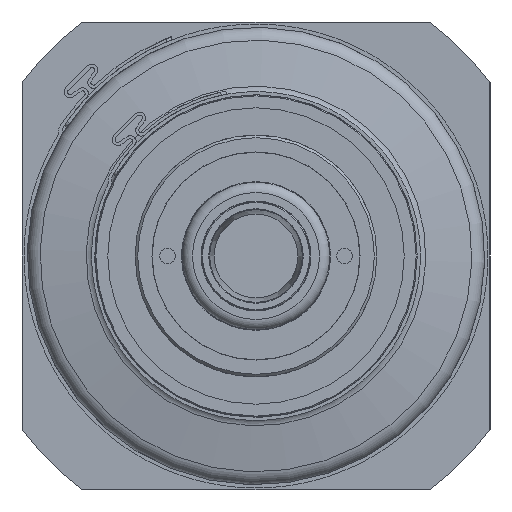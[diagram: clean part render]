
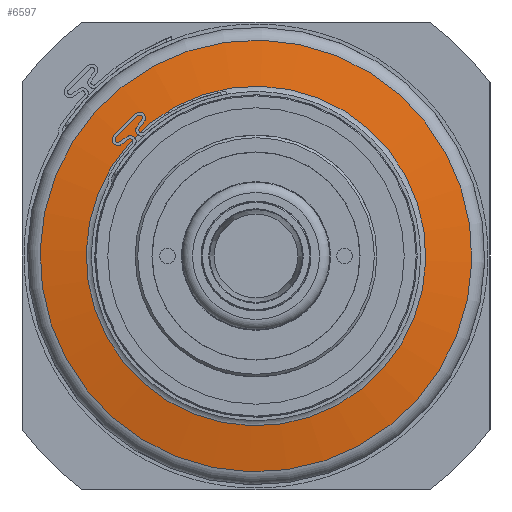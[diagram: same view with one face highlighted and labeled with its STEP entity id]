
A CAD part, left-side view. The second image highlights one B-rep face of the part: STEP entity #6597.
In plain terms, the highlighted conical face has half-angle 80 degrees and reference radius 37.087 mm.
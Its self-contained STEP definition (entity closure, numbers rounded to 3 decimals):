
#117=CONICAL_SURFACE('',#7258,37.087,1.396);
#1058=LINE('',#11008,#1453);
#1453=VECTOR('',#8761,37.087);
#1808=FACE_OUTER_BOUND('',#2227,.T.);
#2227=EDGE_LOOP('',(#5439,#5440,#5441,#5442,#5443,#5444));
#2693=CIRCLE('',#7256,32.653);
#2694=CIRCLE('',#7257,32.653);
#2695=CIRCLE('',#7259,41.521);
#2696=CIRCLE('',#7260,41.521);
#3239=VERTEX_POINT('',#10999);
#3240=VERTEX_POINT('',#11001);
#3241=VERTEX_POINT('',#11005);
#3242=VERTEX_POINT('',#11006);
#4020=EDGE_CURVE('',#3240,#3239,#2693,.T.);
#4021=EDGE_CURVE('',#3239,#3240,#2694,.T.);
#4022=EDGE_CURVE('',#3241,#3242,#2695,.T.);
#4023=EDGE_CURVE('',#3241,#3240,#1058,.T.);
#4024=EDGE_CURVE('',#3242,#3241,#2696,.T.);
#5439=ORIENTED_EDGE('',*,*,#4022,.F.);
#5440=ORIENTED_EDGE('',*,*,#4023,.T.);
#5441=ORIENTED_EDGE('',*,*,#4020,.T.);
#5442=ORIENTED_EDGE('',*,*,#4021,.T.);
#5443=ORIENTED_EDGE('',*,*,#4023,.F.);
#5444=ORIENTED_EDGE('',*,*,#4024,.F.);
#6597=ADVANCED_FACE('',(#1808),#117,.T.);
#7256=AXIS2_PLACEMENT_3D('',#11002,#8753,#8754);
#7257=AXIS2_PLACEMENT_3D('',#11003,#8755,#8756);
#7258=AXIS2_PLACEMENT_3D('',#11004,#8757,#8758);
#7259=AXIS2_PLACEMENT_3D('',#11007,#8759,#8760);
#7260=AXIS2_PLACEMENT_3D('',#11009,#8762,#8763);
#8753=DIRECTION('center_axis',(1.,0.,0.));
#8754=DIRECTION('ref_axis',(0.,-0.949,0.315));
#8755=DIRECTION('center_axis',(1.,0.,0.));
#8756=DIRECTION('ref_axis',(0.,-0.949,0.315));
#8757=DIRECTION('center_axis',(1.,0.,0.));
#8758=DIRECTION('ref_axis',(0.,-0.315,-0.949));
#8759=DIRECTION('center_axis',(1.,0.,0.));
#8760=DIRECTION('ref_axis',(0.,-0.949,0.315));
#8761=DIRECTION('',(-0.174,-0.31,-0.935));
#8762=DIRECTION('center_axis',(1.,0.,0.));
#8763=DIRECTION('ref_axis',(0.,-0.949,0.315));
#10999=CARTESIAN_POINT('',(-54.494,30.991,-10.285));
#11001=CARTESIAN_POINT('',(-54.494,10.285,30.991));
#11002=CARTESIAN_POINT('Origin',(-54.494,0.,
0.));
#11003=CARTESIAN_POINT('Origin',(-54.494,0.,
0.));
#11004=CARTESIAN_POINT('Origin',(-53.712,0.,
0.));
#11005=CARTESIAN_POINT('',(-52.93,13.078,39.408));
#11006=CARTESIAN_POINT('',(-52.93,39.408,-13.078));
#11007=CARTESIAN_POINT('Origin',(-52.93,0.,
0.));
#11008=CARTESIAN_POINT('',(-53.712,11.681,35.199));
#11009=CARTESIAN_POINT('Origin',(-52.93,0.,
0.));
